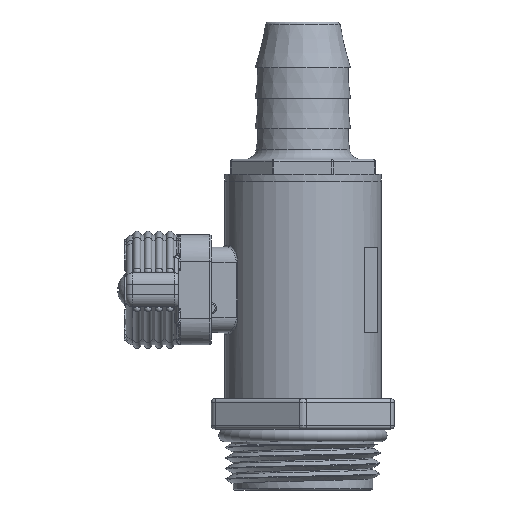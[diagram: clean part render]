
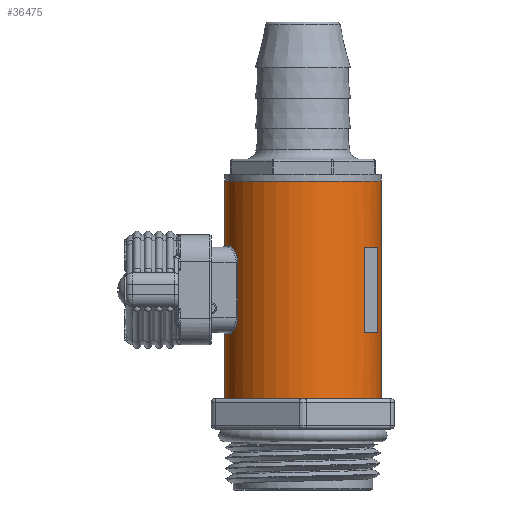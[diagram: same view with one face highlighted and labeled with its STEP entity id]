
A CAD part, left-side view. The second image highlights one B-rep face of the part: STEP entity #36475.
In plain terms, the highlighted cylindrical face has radius 16.32 mm (diameter 32.639 mm), a full revolution.
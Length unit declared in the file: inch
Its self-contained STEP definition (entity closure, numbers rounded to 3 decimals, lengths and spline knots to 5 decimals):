
#607=FACE_BOUND('',#12079,.T.);
#608=FACE_BOUND('',#12080,.T.);
#609=FACE_BOUND('',#12081,.T.);
#2543=LINE('',#52720,#6055);
#2545=LINE('',#52822,#6057);
#2554=LINE('',#52890,#6066);
#2555=LINE('',#52896,#6067);
#2556=LINE('',#52899,#6068);
#2557=LINE('',#52904,#6069);
#2558=LINE('',#52907,#6070);
#6055=VECTOR('',#42459,0.3937);
#6057=VECTOR('',#42477,0.3937);
#6066=VECTOR('',#42504,0.6425);
#6067=VECTOR('',#42509,0.3937);
#6068=VECTOR('',#42512,0.3937);
#6069=VECTOR('',#42515,0.3937);
#6070=VECTOR('',#42518,0.3937);
#9558=CYLINDRICAL_SURFACE('',#39133,0.6425);
#9796=FACE_OUTER_BOUND('',#12078,.T.);
#12078=EDGE_LOOP('',(#25600,#25601,#25602,#25603));
#12079=EDGE_LOOP('',(#25604,#25605,#25606,#25607));
#12080=EDGE_LOOP('',(#25608,#25609,#25610,#25611));
#12081=EDGE_LOOP('',(#25612,#25613,#25614,#25615,#25616,#25617,#25618,#25619));
#14676=B_SPLINE_CURVE_WITH_KNOTS('',3,(#52710,#52711,#52712,#52713,#52714,
#52715),.UNSPECIFIED.,.F.,.F.,(4,1,1,4),(0.,0.25202,0.37803,
0.58805),.UNSPECIFIED.);
#14678=B_SPLINE_CURVE_WITH_KNOTS('',3,(#52761,#52762,#52763,#52764,#52765,
#52766),.UNSPECIFIED.,.F.,.F.,(4,1,1,4),(0.,0.25201,0.42002,
0.58803),.UNSPECIFIED.);
#14680=B_SPLINE_CURVE_WITH_KNOTS('',3,(#52812,#52813,#52814,#52815,#52816,
#52817),.UNSPECIFIED.,.F.,.F.,(4,1,1,4),(0.,0.16801,0.33603,
0.58805),.UNSPECIFIED.);
#14682=B_SPLINE_CURVE_WITH_KNOTS('',3,(#52860,#52861,#52862,#52863,#52864,
#52865),.UNSPECIFIED.,.F.,.F.,(4,1,1,4),(0.,0.25202,
0.42003,0.58805),.UNSPECIFIED.);
#15324=CIRCLE('',#39114,0.6425);
#15329=CIRCLE('',#39121,0.6425);
#15336=CIRCLE('',#39134,0.6425);
#15337=CIRCLE('',#39135,0.6425);
#15338=CIRCLE('',#39136,0.6425);
#15339=CIRCLE('',#39137,0.6425);
#15340=CIRCLE('',#39138,0.6425);
#15341=CIRCLE('',#39139,0.6425);
#16547=VERTEX_POINT('',#52663);
#16550=VERTEX_POINT('',#52668);
#16552=VERTEX_POINT('',#52708);
#16554=VERTEX_POINT('',#52718);
#16556=VERTEX_POINT('',#52759);
#16558=VERTEX_POINT('',#52769);
#16560=VERTEX_POINT('',#52810);
#16562=VERTEX_POINT('',#52820);
#16569=VERTEX_POINT('',#52887);
#16570=VERTEX_POINT('',#52889);
#16571=VERTEX_POINT('',#52892);
#16572=VERTEX_POINT('',#52893);
#16573=VERTEX_POINT('',#52895);
#16574=VERTEX_POINT('',#52897);
#16575=VERTEX_POINT('',#52900);
#16576=VERTEX_POINT('',#52901);
#16577=VERTEX_POINT('',#52903);
#16578=VERTEX_POINT('',#52905);
#20076=EDGE_CURVE('',#16550,#16547,#15324,.T.);
#20079=EDGE_CURVE('',#16552,#16550,#14676,.T.);
#20081=EDGE_CURVE('',#16554,#16552,#2543,.T.);
#20085=EDGE_CURVE('',#16556,#16554,#14678,.T.);
#20087=EDGE_CURVE('',#16558,#16556,#15329,.T.);
#20091=EDGE_CURVE('',#16560,#16558,#14680,.T.);
#20093=EDGE_CURVE('',#16562,#16560,#2545,.T.);
#20096=EDGE_CURVE('',#16547,#16562,#14682,.T.);
#20107=EDGE_CURVE('',#16569,#16569,#15336,.T.);
#20108=EDGE_CURVE('',#16569,#16570,#2554,.T.);
#20109=EDGE_CURVE('',#16570,#16570,#15337,.T.);
#20110=EDGE_CURVE('',#16571,#16572,#15338,.T.);
#20111=EDGE_CURVE('',#16572,#16573,#2555,.T.);
#20112=EDGE_CURVE('',#16573,#16574,#15339,.T.);
#20113=EDGE_CURVE('',#16574,#16571,#2556,.T.);
#20114=EDGE_CURVE('',#16575,#16576,#15340,.T.);
#20115=EDGE_CURVE('',#16576,#16577,#2557,.T.);
#20116=EDGE_CURVE('',#16577,#16578,#15341,.T.);
#20117=EDGE_CURVE('',#16578,#16575,#2558,.T.);
#25600=ORIENTED_EDGE('',*,*,#20107,.T.);
#25601=ORIENTED_EDGE('',*,*,#20108,.T.);
#25602=ORIENTED_EDGE('',*,*,#20109,.T.);
#25603=ORIENTED_EDGE('',*,*,#20108,.F.);
#25604=ORIENTED_EDGE('',*,*,#20110,.T.);
#25605=ORIENTED_EDGE('',*,*,#20111,.T.);
#25606=ORIENTED_EDGE('',*,*,#20112,.T.);
#25607=ORIENTED_EDGE('',*,*,#20113,.T.);
#25608=ORIENTED_EDGE('',*,*,#20114,.T.);
#25609=ORIENTED_EDGE('',*,*,#20115,.T.);
#25610=ORIENTED_EDGE('',*,*,#20116,.T.);
#25611=ORIENTED_EDGE('',*,*,#20117,.T.);
#25612=ORIENTED_EDGE('',*,*,#20076,.F.);
#25613=ORIENTED_EDGE('',*,*,#20079,.F.);
#25614=ORIENTED_EDGE('',*,*,#20081,.F.);
#25615=ORIENTED_EDGE('',*,*,#20085,.F.);
#25616=ORIENTED_EDGE('',*,*,#20087,.F.);
#25617=ORIENTED_EDGE('',*,*,#20091,.F.);
#25618=ORIENTED_EDGE('',*,*,#20093,.F.);
#25619=ORIENTED_EDGE('',*,*,#20096,.F.);
#36475=ADVANCED_FACE('',(#9796,#607,#608,#609),#9558,.T.);
#39114=AXIS2_PLACEMENT_3D('',#52670,#42451,#42452);
#39121=AXIS2_PLACEMENT_3D('',#52771,#42467,#42468);
#39133=AXIS2_PLACEMENT_3D('',#52886,#42500,#42501);
#39134=AXIS2_PLACEMENT_3D('',#52888,#42502,#42503);
#39135=AXIS2_PLACEMENT_3D('',#52891,#42505,#42506);
#39136=AXIS2_PLACEMENT_3D('',#52894,#42507,#42508);
#39137=AXIS2_PLACEMENT_3D('',#52898,#42510,#42511);
#39138=AXIS2_PLACEMENT_3D('',#52902,#42513,#42514);
#39139=AXIS2_PLACEMENT_3D('',#52906,#42516,#42517);
#42451=DIRECTION('center_axis',(0.,0.,-1.));
#42452=DIRECTION('ref_axis',(0.,1.,0.));
#42459=DIRECTION('',(0.,0.,1.));
#42467=DIRECTION('center_axis',(0.,0.,1.));
#42468=DIRECTION('ref_axis',(0.,1.,0.));
#42477=DIRECTION('',(0.,0.,-1.));
#42500=DIRECTION('center_axis',(0.,0.,1.));
#42501=DIRECTION('ref_axis',(-1.,0.,0.));
#42502=DIRECTION('center_axis',(0.,0.,-1.));
#42503=DIRECTION('ref_axis',(-1.,0.,0.));
#42504=DIRECTION('',(0.,0.,-1.));
#42505=DIRECTION('center_axis',(0.,0.,1.));
#42506=DIRECTION('ref_axis',(-1.,0.,0.));
#42507=DIRECTION('center_axis',(0.,0.,-1.));
#42508=DIRECTION('ref_axis',(-1.,0.,0.));
#42509=DIRECTION('',(0.,0.,1.));
#42510=DIRECTION('center_axis',(0.,0.,1.));
#42511=DIRECTION('ref_axis',(-1.,0.,0.));
#42512=DIRECTION('',(0.,0.,-1.));
#42513=DIRECTION('center_axis',(0.,0.,-1.));
#42514=DIRECTION('ref_axis',(-1.,0.,0.));
#42515=DIRECTION('',(0.,0.,1.));
#42516=DIRECTION('center_axis',(0.,0.,1.));
#42517=DIRECTION('ref_axis',(-1.,0.,0.));
#42518=DIRECTION('',(0.,0.,-1.));
#52663=CARTESIAN_POINT('',(0.21987,0.60371,0.365));
#52668=CARTESIAN_POINT('',(-0.21987,0.60371,0.365));
#52670=CARTESIAN_POINT('Origin',(0.,0.,0.365));
#52708=CARTESIAN_POINT('',(-0.35667,0.53441,0.225));
#52710=CARTESIAN_POINT('Ctrl Pts',(-0.35667,0.53441,
0.225));
#52711=CARTESIAN_POINT('Ctrl Pts',(-0.35667,0.53441,
0.25807));
#52712=CARTESIAN_POINT('Ctrl Pts',(-0.33843,0.54699,
0.30634));
#52713=CARTESIAN_POINT('Ctrl Pts',(-0.28468,0.57703,
0.35315));
#52714=CARTESIAN_POINT('Ctrl Pts',(-0.24517,0.59449,
0.365));
#52715=CARTESIAN_POINT('Ctrl Pts',(-0.21987,0.60371,
0.365));
#52718=CARTESIAN_POINT('',(-0.35667,0.53441,-0.225));
#52720=CARTESIAN_POINT('',(-0.35667,0.53441,0.));
#52759=CARTESIAN_POINT('',(-0.21987,0.60371,-0.365));
#52761=CARTESIAN_POINT('Ctrl Pts',(-0.21987,0.60371,
-0.365));
#52762=CARTESIAN_POINT('Ctrl Pts',(-0.25023,0.59265,
-0.365));
#52763=CARTESIAN_POINT('Ctrl Pts',(-0.29907,0.57006,
-0.3476));
#52764=CARTESIAN_POINT('Ctrl Pts',(-0.34584,0.5418,
-0.29106));
#52765=CARTESIAN_POINT('Ctrl Pts',(-0.35667,0.53441,
-0.24705));
#52766=CARTESIAN_POINT('Ctrl Pts',(-0.35667,0.53441,
-0.225));
#52769=CARTESIAN_POINT('',(0.21987,0.60371,-0.365));
#52771=CARTESIAN_POINT('Origin',(0.,0.,-0.365));
#52810=CARTESIAN_POINT('',(0.35667,0.53441,-0.225));
#52812=CARTESIAN_POINT('Ctrl Pts',(0.35667,0.53441,
-0.225));
#52813=CARTESIAN_POINT('Ctrl Pts',(0.35667,0.53441,
-0.24705));
#52814=CARTESIAN_POINT('Ctrl Pts',(0.34591,0.54174,
-0.29085));
#52815=CARTESIAN_POINT('Ctrl Pts',(0.29931,0.56995,
-0.34756));
#52816=CARTESIAN_POINT('Ctrl Pts',(0.25023,0.59265,-0.365));
#52817=CARTESIAN_POINT('Ctrl Pts',(0.21987,0.60371,
-0.365));
#52820=CARTESIAN_POINT('',(0.35667,0.53441,0.225));
#52822=CARTESIAN_POINT('',(0.35667,0.53441,0.));
#52860=CARTESIAN_POINT('Ctrl Pts',(0.21987,0.60371,
0.365));
#52861=CARTESIAN_POINT('Ctrl Pts',(0.25023,0.59265,0.365));
#52862=CARTESIAN_POINT('Ctrl Pts',(0.29931,0.56995,
0.34756));
#52863=CARTESIAN_POINT('Ctrl Pts',(0.34591,0.54174,
0.29085));
#52864=CARTESIAN_POINT('Ctrl Pts',(0.35667,0.53441,
0.24705));
#52865=CARTESIAN_POINT('Ctrl Pts',(0.35667,0.53441,
0.225));
#52886=CARTESIAN_POINT('Origin',(0.,0.,0.));
#52887=CARTESIAN_POINT('',(0.6425,0.,0.891));
#52888=CARTESIAN_POINT('Origin',(0.,0.,0.891));
#52889=CARTESIAN_POINT('',(0.6425,0.,-0.891));
#52890=CARTESIAN_POINT('',(0.6425,0.,0.));
#52891=CARTESIAN_POINT('Origin',(0.,0.,-0.891));
#52892=CARTESIAN_POINT('',(0.4,-0.5028,-0.35));
#52893=CARTESIAN_POINT('',(0.20024,-0.6105,-0.35));
#52894=CARTESIAN_POINT('Origin',(0.,0.,-0.35));
#52895=CARTESIAN_POINT('',(0.20024,-0.6105,0.35));
#52896=CARTESIAN_POINT('',(0.20024,-0.6105,0.));
#52897=CARTESIAN_POINT('',(0.4,-0.5028,0.35));
#52898=CARTESIAN_POINT('Origin',(0.,0.,0.35));
#52899=CARTESIAN_POINT('',(0.4,-0.5028,0.));
#52900=CARTESIAN_POINT('',(-0.20024,-0.6105,-0.35));
#52901=CARTESIAN_POINT('',(-0.4,-0.5028,-0.35));
#52902=CARTESIAN_POINT('Origin',(0.,0.,-0.35));
#52903=CARTESIAN_POINT('',(-0.4,-0.5028,0.35));
#52904=CARTESIAN_POINT('',(-0.4,-0.5028,0.));
#52905=CARTESIAN_POINT('',(-0.20024,-0.6105,0.35));
#52906=CARTESIAN_POINT('Origin',(0.,0.,0.35));
#52907=CARTESIAN_POINT('',(-0.20024,-0.6105,0.));
